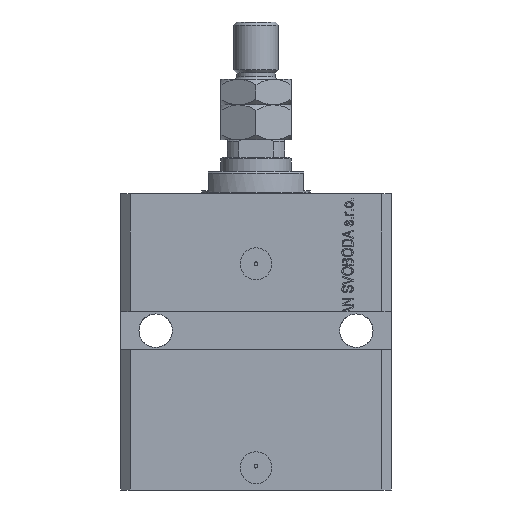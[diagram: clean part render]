
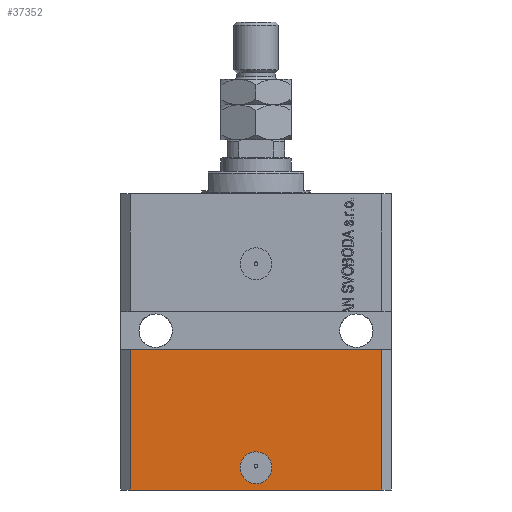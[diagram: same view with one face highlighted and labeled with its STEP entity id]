
A CAD part, front view. The second image highlights one B-rep face of the part: STEP entity #37352.
In plain terms, the highlighted planar face has unit normal (0, -1, 0).
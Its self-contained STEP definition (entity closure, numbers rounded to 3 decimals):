
#306 = EDGE_CURVE ( 'NONE', #5722, #20564, #1961, .T. ) ;
#458 = DIRECTION ( 'NONE',  ( 0., -1., 0. ) ) ;
#1531 = CARTESIAN_POINT ( 'NONE',  ( -39.5, -31.5, -93. ) ) ;
#1833 = CIRCLE ( 'NONE', #29876, 5. ) ;
#1961 = LINE ( 'NONE', #42496, #33620 ) ;
#2894 = VERTEX_POINT ( 'NONE', #47921 ) ;
#3673 = CARTESIAN_POINT ( 'NONE',  ( 39.5, -31.5, -93. ) ) ;
#3925 = VECTOR ( 'NONE', #19156, 1000. ) ;
#4744 = LINE ( 'NONE', #24053, #47947 ) ;
#5350 = CARTESIAN_POINT ( 'NONE',  ( 39.5, -31.5, -49. ) ) ;
#5722 = VERTEX_POINT ( 'NONE', #3673 ) ;
#6044 = ORIENTED_EDGE ( 'NONE', *, *, #24485, .F. ) ;
#7443 = PLANE ( 'NONE',  #8647 ) ;
#8108 = LINE ( 'NONE', #15653, #3925 ) ;
#8647 = AXIS2_PLACEMENT_3D ( 'NONE', #11969, #34552, #19246 ) ;
#10059 = VERTEX_POINT ( 'NONE', #1531 ) ;
#11969 = CARTESIAN_POINT ( 'NONE',  ( -39.5, -31.5, -93. ) ) ;
#12782 = EDGE_LOOP ( 'NONE', ( #42756, #22604 ) ) ;
#13376 = CIRCLE ( 'NONE', #26986, 5. ) ;
#14976 = LINE ( 'NONE', #37565, #18358 ) ;
#15653 = CARTESIAN_POINT ( 'NONE',  ( -42.5, -31.5, -49. ) ) ;
#15791 = DIRECTION ( 'NONE',  ( 1., 0., 0. ) ) ;
#18358 = VECTOR ( 'NONE', #18731, 1000. ) ;
#18731 = DIRECTION ( 'NONE',  ( 0., 0., 1. ) ) ;
#19072 = VERTEX_POINT ( 'NONE', #20634 ) ;
#19156 = DIRECTION ( 'NONE',  ( 1., 0., 0. ) ) ;
#19246 = DIRECTION ( 'NONE',  ( 0., 0., -1. ) ) ;
#20052 = DIRECTION ( 'NONE',  ( 1., 0., 0. ) ) ;
#20416 = EDGE_CURVE ( 'NONE', #19072, #2894, #13376, .T. ) ;
#20564 = VERTEX_POINT ( 'NONE', #5350 ) ;
#20634 = CARTESIAN_POINT ( 'NONE',  ( 5., -31.5, -86. ) ) ;
#21840 = ORIENTED_EDGE ( 'NONE', *, *, #22075, .T. ) ;
#22075 = EDGE_CURVE ( 'NONE', #10059, #5722, #4744, .T. ) ;
#22604 = ORIENTED_EDGE ( 'NONE', *, *, #48375, .F. ) ;
#23498 = FACE_BOUND ( 'NONE', #12782, .T. ) ;
#23923 = ORIENTED_EDGE ( 'NONE', *, *, #25134, .F. ) ;
#24053 = CARTESIAN_POINT ( 'NONE',  ( -39.5, -31.5, -93. ) ) ;
#24485 = EDGE_CURVE ( 'NONE', #29934, #20564, #8108, .T. ) ;
#24786 = DIRECTION ( 'NONE',  ( 0., 0., 1. ) ) ;
#24813 = CARTESIAN_POINT ( 'NONE',  ( -39.5, -31.5, -49. ) ) ;
#25043 = CARTESIAN_POINT ( 'NONE',  ( 0., -31.5, -86. ) ) ;
#25134 = EDGE_CURVE ( 'NONE', #10059, #29934, #14976, .T. ) ;
#26768 = FACE_OUTER_BOUND ( 'NONE', #46119, .T. ) ;
#26986 = AXIS2_PLACEMENT_3D ( 'NONE', #34858, #458, #15791 ) ;
#28814 = DIRECTION ( 'NONE',  ( 0., -1., 0. ) ) ;
#29060 = DIRECTION ( 'NONE',  ( 1., 0., 0. ) ) ;
#29876 = AXIS2_PLACEMENT_3D ( 'NONE', #25043, #28814, #29060 ) ;
#29934 = VERTEX_POINT ( 'NONE', #24813 ) ;
#33620 = VECTOR ( 'NONE', #24786, 1000. ) ;
#34552 = DIRECTION ( 'NONE',  ( 0., -1., 0. ) ) ;
#34858 = CARTESIAN_POINT ( 'NONE',  ( 0., -31.5, -86. ) ) ;
#37352 = ADVANCED_FACE ( 'NONE', ( #23498, #26768 ), #7443, .T. ) ;
#37565 = CARTESIAN_POINT ( 'NONE',  ( -39.5, -31.5, -93. ) ) ;
#42496 = CARTESIAN_POINT ( 'NONE',  ( 39.5, -31.5, -93. ) ) ;
#42756 = ORIENTED_EDGE ( 'NONE', *, *, #20416, .F. ) ;
#46119 = EDGE_LOOP ( 'NONE', ( #6044, #23923, #21840, #46483 ) ) ;
#46483 = ORIENTED_EDGE ( 'NONE', *, *, #306, .T. ) ;
#47921 = CARTESIAN_POINT ( 'NONE',  ( -5., -31.5, -86. ) ) ;
#47947 = VECTOR ( 'NONE', #20052, 1000. ) ;
#48375 = EDGE_CURVE ( 'NONE', #2894, #19072, #1833, .T. ) ;
